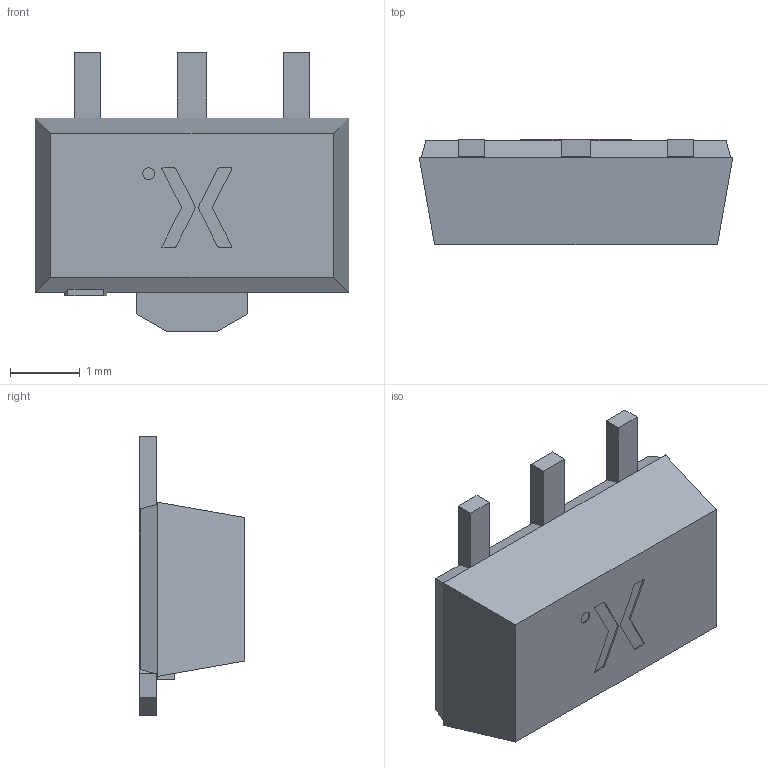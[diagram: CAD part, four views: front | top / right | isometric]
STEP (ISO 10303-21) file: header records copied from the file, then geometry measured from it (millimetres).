
FILE_DESCRIPTION (( '3D model for products with SOT89 package' ), '1' );
FILE_NAME ('SOT89 step.STEP', '2018-11-28T04:02:56', ( 'Packaging R&D' ), ( 'Nexperia' ), 'SwSTEP 2.0', 'SolidWorks 2018', '' );
FILE_SCHEMA (( 'AUTOMOTIVE_DESIGN' ));
Length unit declared in the file: millimetre
Products named in the file (4): SOT89 Upper mold body; SOT89 Lower mold body; SOT89LF; SOT89 step
Assembly tree (3 placements, depth 2):
  SOT89 step
    SOT89LF
    SOT89 Lower mold body
    SOT89 Upper mold body
Bounding box: 4.5 x 1.51 x 4 mm (x, y, z)
Volume: 16.3 mm3; surface area: 77.2 mm2
Topology: 6 solids, 6 shells, 78 faces, 189 edges, 126 vertices
Faces by surface type: plane 59, cylinder 19
Entity records: 2617 total; most frequent: CARTESIAN_POINT 399, DIRECTION 395, ORIENTED_EDGE 378, EDGE_CURVE 189, LINE 151, VECTOR 151, VERTEX_POINT 126, AXIS2_PLACEMENT_3D 122
